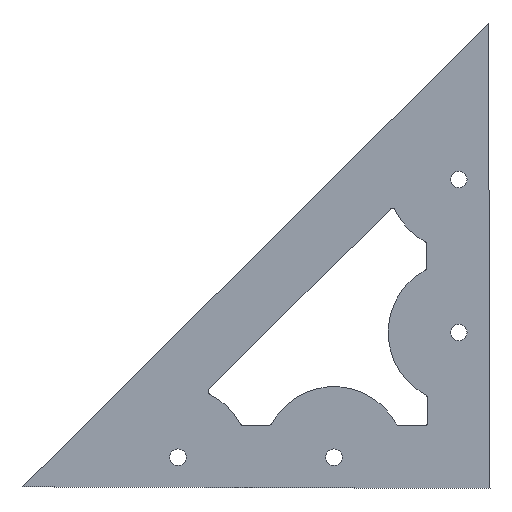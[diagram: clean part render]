
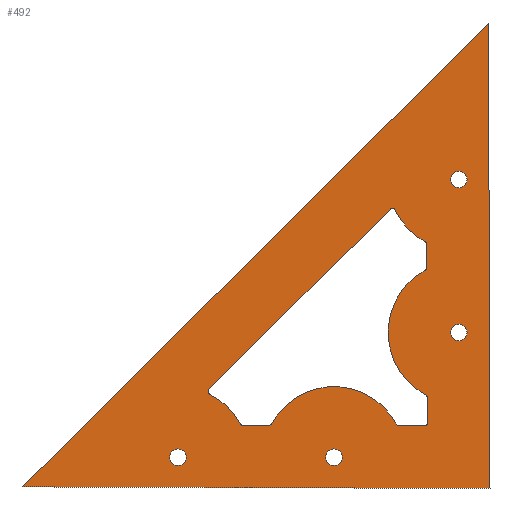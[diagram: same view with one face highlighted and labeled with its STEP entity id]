
A CAD part, left-side view. The second image highlights one B-rep face of the part: STEP entity #492.
In plain terms, the highlighted planar face has unit normal (-1, 0, 0).
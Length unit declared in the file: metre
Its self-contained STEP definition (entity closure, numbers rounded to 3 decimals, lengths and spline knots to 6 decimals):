
#29=LINE('',#764,#66);
#30=LINE('',#767,#67);
#31=LINE('',#769,#68);
#32=LINE('',#775,#69);
#33=LINE('',#783,#70);
#34=LINE('',#791,#71);
#35=LINE('',#799,#72);
#36=LINE('',#803,#73);
#66=VECTOR('',#605,1.);
#67=VECTOR('',#606,1.);
#68=VECTOR('',#607,1.);
#69=VECTOR('',#612,1.);
#70=VECTOR('',#619,1.);
#71=VECTOR('',#626,1.);
#72=VECTOR('',#633,1.);
#73=VECTOR('',#636,1.);
#103=ORIENTED_EDGE('',*,*,#245,.T.);
#104=ORIENTED_EDGE('',*,*,#246,.T.);
#105=ORIENTED_EDGE('',*,*,#247,.T.);
#106=ORIENTED_EDGE('',*,*,#248,.T.);
#107=ORIENTED_EDGE('',*,*,#249,.T.);
#108=ORIENTED_EDGE('',*,*,#250,.T.);
#109=ORIENTED_EDGE('',*,*,#251,.T.);
#110=ORIENTED_EDGE('',*,*,#252,.T.);
#111=ORIENTED_EDGE('',*,*,#253,.F.);
#112=ORIENTED_EDGE('',*,*,#254,.T.);
#113=ORIENTED_EDGE('',*,*,#255,.F.);
#114=ORIENTED_EDGE('',*,*,#256,.T.);
#115=ORIENTED_EDGE('',*,*,#257,.F.);
#116=ORIENTED_EDGE('',*,*,#258,.T.);
#117=ORIENTED_EDGE('',*,*,#259,.F.);
#118=ORIENTED_EDGE('',*,*,#260,.T.);
#119=ORIENTED_EDGE('',*,*,#261,.F.);
#120=ORIENTED_EDGE('',*,*,#262,.T.);
#121=ORIENTED_EDGE('',*,*,#263,.F.);
#122=ORIENTED_EDGE('',*,*,#264,.T.);
#123=ORIENTED_EDGE('',*,*,#265,.F.);
#124=ORIENTED_EDGE('',*,*,#266,.T.);
#125=ORIENTED_EDGE('',*,*,#267,.F.);
#126=ORIENTED_EDGE('',*,*,#268,.T.);
#127=ORIENTED_EDGE('',*,*,#269,.F.);
#245=EDGE_CURVE('',#316,#316,#366,.T.);
#246=EDGE_CURVE('',#317,#317,#367,.T.);
#247=EDGE_CURVE('',#318,#318,#368,.T.);
#248=EDGE_CURVE('',#319,#319,#369,.T.);
#249=EDGE_CURVE('',#320,#321,#29,.T.);
#250=EDGE_CURVE('',#321,#322,#30,.T.);
#251=EDGE_CURVE('',#322,#320,#31,.T.);
#252=EDGE_CURVE('',#323,#324,#370,.F.);
#253=EDGE_CURVE('',#325,#324,#371,.F.);
#254=EDGE_CURVE('',#325,#326,#32,.T.);
#255=EDGE_CURVE('',#327,#326,#372,.F.);
#256=EDGE_CURVE('',#327,#328,#373,.F.);
#257=EDGE_CURVE('',#329,#328,#374,.F.);
#258=EDGE_CURVE('',#329,#330,#33,.T.);
#259=EDGE_CURVE('',#331,#330,#375,.F.);
#260=EDGE_CURVE('',#331,#332,#376,.F.);
#261=EDGE_CURVE('',#333,#332,#377,.F.);
#262=EDGE_CURVE('',#333,#334,#34,.T.);
#263=EDGE_CURVE('',#335,#334,#378,.F.);
#264=EDGE_CURVE('',#335,#336,#379,.F.);
#265=EDGE_CURVE('',#337,#336,#380,.F.);
#266=EDGE_CURVE('',#337,#338,#35,.T.);
#267=EDGE_CURVE('',#339,#338,#381,.F.);
#268=EDGE_CURVE('',#339,#340,#36,.T.);
#269=EDGE_CURVE('',#323,#340,#382,.F.);
#316=VERTEX_POINT('',#757);
#317=VERTEX_POINT('',#759);
#318=VERTEX_POINT('',#761);
#319=VERTEX_POINT('',#763);
#320=VERTEX_POINT('',#765);
#321=VERTEX_POINT('',#766);
#322=VERTEX_POINT('',#768);
#323=VERTEX_POINT('',#771);
#324=VERTEX_POINT('',#772);
#325=VERTEX_POINT('',#774);
#326=VERTEX_POINT('',#776);
#327=VERTEX_POINT('',#778);
#328=VERTEX_POINT('',#780);
#329=VERTEX_POINT('',#782);
#330=VERTEX_POINT('',#784);
#331=VERTEX_POINT('',#786);
#332=VERTEX_POINT('',#788);
#333=VERTEX_POINT('',#790);
#334=VERTEX_POINT('',#792);
#335=VERTEX_POINT('',#794);
#336=VERTEX_POINT('',#796);
#337=VERTEX_POINT('',#798);
#338=VERTEX_POINT('',#800);
#339=VERTEX_POINT('',#802);
#340=VERTEX_POINT('',#804);
#366=CIRCLE('',#533,0.00265);
#367=CIRCLE('',#534,0.00265);
#368=CIRCLE('',#535,0.00265);
#369=CIRCLE('',#536,0.00265);
#370=CIRCLE('',#537,0.02265);
#371=CIRCLE('',#538,0.001);
#372=CIRCLE('',#539,0.001);
#373=CIRCLE('',#540,0.02265);
#374=CIRCLE('',#541,0.001);
#375=CIRCLE('',#542,0.001);
#376=CIRCLE('',#543,0.02265);
#377=CIRCLE('',#544,0.001);
#378=CIRCLE('',#545,0.001);
#379=CIRCLE('',#546,0.02265);
#380=CIRCLE('',#547,0.001);
#381=CIRCLE('',#548,0.001);
#382=CIRCLE('',#549,0.001);
#400=EDGE_LOOP('',(#103));
#401=EDGE_LOOP('',(#104));
#402=EDGE_LOOP('',(#105));
#403=EDGE_LOOP('',(#106));
#404=EDGE_LOOP('',(#107,#108,#109));
#405=EDGE_LOOP('',(#110,#111,#112,#113,#114,#115,#116,#117,#118,#119,#120,
#121,#122,#123,#124,#125,#126,#127));
#441=FACE_BOUND('',#400,.T.);
#442=FACE_BOUND('',#401,.T.);
#443=FACE_BOUND('',#402,.T.);
#444=FACE_BOUND('',#403,.T.);
#445=FACE_BOUND('',#404,.T.);
#446=FACE_BOUND('',#405,.T.);
#482=PLANE('',#532);
#492=ADVANCED_FACE('',(#441,#442,#443,#444,#445,#446),#482,.F.);
#532=AXIS2_PLACEMENT_3D('',#755,#595,#596);
#533=AXIS2_PLACEMENT_3D('',#756,#597,#598);
#534=AXIS2_PLACEMENT_3D('',#758,#599,#600);
#535=AXIS2_PLACEMENT_3D('',#760,#601,#602);
#536=AXIS2_PLACEMENT_3D('',#762,#603,#604);
#537=AXIS2_PLACEMENT_3D('',#770,#608,#609);
#538=AXIS2_PLACEMENT_3D('',#773,#610,#611);
#539=AXIS2_PLACEMENT_3D('',#777,#613,#614);
#540=AXIS2_PLACEMENT_3D('',#779,#615,#616);
#541=AXIS2_PLACEMENT_3D('',#781,#617,#618);
#542=AXIS2_PLACEMENT_3D('',#785,#620,#621);
#543=AXIS2_PLACEMENT_3D('',#787,#622,#623);
#544=AXIS2_PLACEMENT_3D('',#789,#624,#625);
#545=AXIS2_PLACEMENT_3D('',#793,#627,#628);
#546=AXIS2_PLACEMENT_3D('',#795,#629,#630);
#547=AXIS2_PLACEMENT_3D('',#797,#631,#632);
#548=AXIS2_PLACEMENT_3D('',#801,#634,#635);
#549=AXIS2_PLACEMENT_3D('',#805,#637,#638);
#595=DIRECTION('',(1.,0.,0.));
#596=DIRECTION('',(0.,1.,0.));
#597=DIRECTION('',(1.,0.,0.));
#598=DIRECTION('',(0.,1.,0.));
#599=DIRECTION('',(1.,0.,0.));
#600=DIRECTION('',(0.,1.,0.));
#601=DIRECTION('',(1.,0.,0.));
#602=DIRECTION('',(0.,1.,0.));
#603=DIRECTION('',(1.,0.,0.));
#604=DIRECTION('',(0.,1.,0.));
#605=DIRECTION('',(0.,0.709,-0.705));
#606=DIRECTION('',(0.,-1.,-0.003));
#607=DIRECTION('',(0.,0.003,1.));
#608=DIRECTION('',(1.,0.,0.));
#609=DIRECTION('',(0.,1.,0.));
#610=DIRECTION('',(1.,0.,0.));
#611=DIRECTION('',(0.,1.,0.));
#612=DIRECTION('',(0.,1.,0.003));
#613=DIRECTION('',(1.,0.,0.));
#614=DIRECTION('',(0.,1.,0.));
#615=DIRECTION('',(1.,0.,0.));
#616=DIRECTION('',(0.,1.,0.));
#617=DIRECTION('',(1.,0.,0.));
#618=DIRECTION('',(0.,1.,0.));
#619=DIRECTION('',(0.,-0.709,0.705));
#620=DIRECTION('',(1.,0.,0.));
#621=DIRECTION('',(0.,1.,0.));
#622=DIRECTION('',(1.,0.,0.));
#623=DIRECTION('',(0.,1.,0.));
#624=DIRECTION('',(1.,0.,0.));
#625=DIRECTION('',(0.,1.,0.));
#626=DIRECTION('',(0.,-0.003,-1.));
#627=DIRECTION('',(1.,0.,0.));
#628=DIRECTION('',(0.,1.,0.));
#629=DIRECTION('',(1.,0.,0.));
#630=DIRECTION('',(0.,1.,0.));
#631=DIRECTION('',(1.,0.,0.));
#632=DIRECTION('',(0.,1.,0.));
#633=DIRECTION('',(0.,-0.003,-1.));
#634=DIRECTION('',(1.,0.,0.));
#635=DIRECTION('',(0.,1.,0.));
#636=DIRECTION('',(0.,1.,0.003));
#637=DIRECTION('',(1.,0.,0.));
#638=DIRECTION('',(0.,1.,0.));
#755=CARTESIAN_POINT('',(0.01,-0.945,0.31675));
#756=CARTESIAN_POINT('',(0.01,-0.919966,0.));
#757=CARTESIAN_POINT('',(0.01,-0.917316,0.));
#758=CARTESIAN_POINT('',(0.01,-0.969966,0.));
#759=CARTESIAN_POINT('',(0.01,-0.967316,0.));
#760=CARTESIAN_POINT('',(0.01,-1.01,0.04));
#761=CARTESIAN_POINT('',(0.01,-1.00735,0.04));
#762=CARTESIAN_POINT('',(0.01,-1.01,0.089006));
#763=CARTESIAN_POINT('',(0.01,-1.00735,0.089006));
#764=CARTESIAN_POINT('',(0.01,-0.94475,0.064753));
#765=CARTESIAN_POINT('',(0.01,-1.0195,0.139006));
#766=CARTESIAN_POINT('',(0.01,-0.870001,-0.0095));
#767=CARTESIAN_POINT('',(0.01,-0.945,-0.00975));
#768=CARTESIAN_POINT('',(0.01,-1.02,-0.01));
#769=CARTESIAN_POINT('',(0.01,-1.01975,0.064503));
#770=CARTESIAN_POINT('',(0.01,-0.969966,0.));
#771=CARTESIAN_POINT('',(0.01,-0.989968,0.010628));
#772=CARTESIAN_POINT('',(0.01,-0.950036,0.010761));
#773=CARTESIAN_POINT('',(0.01,-0.949156,0.011236));
#774=CARTESIAN_POINT('',(0.01,-0.949153,0.010236));
#775=CARTESIAN_POINT('',(0.01,-0.945067,0.01025));
#776=CARTESIAN_POINT('',(0.01,-0.940758,0.010264));
#777=CARTESIAN_POINT('',(0.01,-0.940761,0.011264));
#778=CARTESIAN_POINT('',(0.01,-0.939882,0.010788));
#779=CARTESIAN_POINT('',(0.01,-0.919966,0.));
#780=CARTESIAN_POINT('',(0.01,-0.930168,0.020222));
#781=CARTESIAN_POINT('',(0.01,-0.930619,0.021115));
#782=CARTESIAN_POINT('',(0.01,-0.929914,0.021824));
#783=CARTESIAN_POINT('',(0.01,-0.958845,0.050564));
#784=CARTESIAN_POINT('',(0.01,-0.987968,0.079493));
#785=CARTESIAN_POINT('',(0.01,-0.988673,0.078784));
#786=CARTESIAN_POINT('',(0.01,-0.989575,0.079216));
#787=CARTESIAN_POINT('',(0.01,-1.01,0.089006));
#788=CARTESIAN_POINT('',(0.01,-0.999214,0.069089));
#789=CARTESIAN_POINT('',(0.01,-0.998737,0.06821));
#790=CARTESIAN_POINT('',(0.01,-0.999737,0.068213));
#791=CARTESIAN_POINT('',(0.01,-0.99975,0.064436));
#792=CARTESIAN_POINT('',(0.01,-0.999762,0.060813));
#793=CARTESIAN_POINT('',(0.01,-0.998762,0.06081));
#794=CARTESIAN_POINT('',(0.01,-0.999237,0.05993));
#795=CARTESIAN_POINT('',(0.01,-1.01,0.04));
#796=CARTESIAN_POINT('',(0.01,-0.999371,0.019999));
#797=CARTESIAN_POINT('',(0.01,-0.998902,0.019116));
#798=CARTESIAN_POINT('',(0.01,-0.999902,0.019119));
#799=CARTESIAN_POINT('',(0.01,-0.99975,0.064436));
#800=CARTESIAN_POINT('',(0.01,-0.999929,0.011074));
#801=CARTESIAN_POINT('',(0.01,-0.998929,0.01107));
#802=CARTESIAN_POINT('',(0.01,-0.998926,0.01007));
#803=CARTESIAN_POINT('',(0.01,-0.945067,0.01025));
#804=CARTESIAN_POINT('',(0.01,-0.990848,0.010097));
#805=CARTESIAN_POINT('',(0.01,-0.990851,0.011097));
